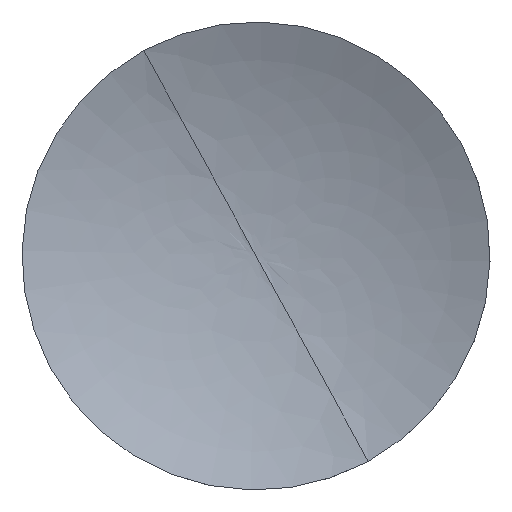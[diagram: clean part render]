
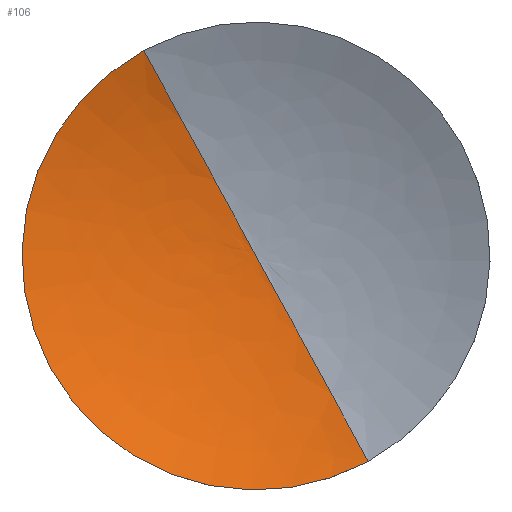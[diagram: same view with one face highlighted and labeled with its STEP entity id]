
A CAD part, top view. The second image highlights one B-rep face of the part: STEP entity #106.
In plain terms, the highlighted face is a revolution surface.
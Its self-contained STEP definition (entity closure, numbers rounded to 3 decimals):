
#64=CARTESIAN_POINT('Control Point',(0.,1500.,312.5)) ;
#65=CARTESIAN_POINT('Control Point',(0.,1206.371,190.154)) ;
#66=CARTESIAN_POINT('Control Point',(0.,908.134,95.822)) ;
#67=CARTESIAN_POINT('Control Point',(0.,606.546,31.931)) ;
#68=CARTESIAN_POINT('Control Point',(0.,303.273,0.)) ;
#69=CARTESIAN_POINT('Control Point',(0.,0.,0.)) ;
#70=CARTESIAN_POINT('Axis1P Location',(0.,0.,117.873)) ;
#75=CARTESIAN_POINT('Control Point',(719.138,-1316.374,312.5)) ;
#76=CARTESIAN_POINT('Control Point',(578.365,-1058.69,190.154)) ;
#77=CARTESIAN_POINT('Control Point',(435.382,-796.962,95.822)) ;
#78=CARTESIAN_POINT('Control Point',(290.794,-532.294,31.931)) ;
#79=CARTESIAN_POINT('Control Point',(145.397,-266.147,0.)) ;
#80=CARTESIAN_POINT('Control Point',(0.,0.,0.)) ;
#81=CARTESIAN_POINT('Vertex',(719.138,-1316.374,312.5)) ;
#83=CARTESIAN_POINT('Vertex',(0.,0.,0.)) ;
#87=CARTESIAN_POINT('Control Point',(-719.138,1316.374,312.5)) ;
#88=CARTESIAN_POINT('Control Point',(-578.365,1058.69,190.154)) ;
#89=CARTESIAN_POINT('Control Point',(-435.382,796.962,95.822)) ;
#90=CARTESIAN_POINT('Control Point',(-290.794,532.294,31.931)) ;
#91=CARTESIAN_POINT('Control Point',(-145.397,266.147,0.)) ;
#92=CARTESIAN_POINT('Control Point',(0.,0.,0.)) ;
#93=CARTESIAN_POINT('Vertex',(-719.138,1316.374,312.5)) ;
#96=CARTESIAN_POINT('Axis2P3D Location',(0.,0.,312.5)) ;
#71=DIRECTION('Axis1P Direction',(0.,0.,1.)) ;
#97=DIRECTION('Axis2P3D Direction',(0.,0.,1.)) ;
#98=AXIS2_PLACEMENT_3D('Circle Axis2P3D',#96,#97,$) ;
#102=ORIENTED_EDGE('',*,*,#85,.T.) ;
#103=ORIENTED_EDGE('',*,*,#95,.F.) ;
#104=ORIENTED_EDGE('',*,*,#100,.T.) ;
#106=ADVANCED_FACE('PartBody',(#105),#73,.T.) ;
#72=AXIS1_PLACEMENT('Revolution Surface Axis1P',#70,#71) ;
#63=B_SPLINE_CURVE_WITH_KNOTS('',5,(#64,#65,#66,#67,#68,#69),.UNSPECIFIED.,.F.,.U.,(6,6),(-1516.363,0.),.UNSPECIFIED.) ;
#74=B_SPLINE_CURVE_WITH_KNOTS('',5,(#75,#76,#77,#78,#79,#80),.UNSPECIFIED.,.F.,.U.,(6,6),(-1516.363,0.),.UNSPECIFIED.) ;
#86=B_SPLINE_CURVE_WITH_KNOTS('',5,(#87,#88,#89,#90,#91,#92),.UNSPECIFIED.,.F.,.U.,(6,6),(-1516.363,0.),.UNSPECIFIED.) ;
#99=CIRCLE('generated circle',#98,1500.) ;
#85=EDGE_CURVE('',#82,#84,#74,.T.) ;
#95=EDGE_CURVE('',#94,#84,#86,.T.) ;
#100=EDGE_CURVE('',#94,#82,#99,.T.) ;
#101=EDGE_LOOP('',(#102,#103,#104)) ;
#105=FACE_OUTER_BOUND('',#101,.T.) ;
#73=SURFACE_OF_REVOLUTION('Surface of Revolution',#63,#72) ;
#82=VERTEX_POINT('',#81) ;
#84=VERTEX_POINT('',#83) ;
#94=VERTEX_POINT('',#93) ;
